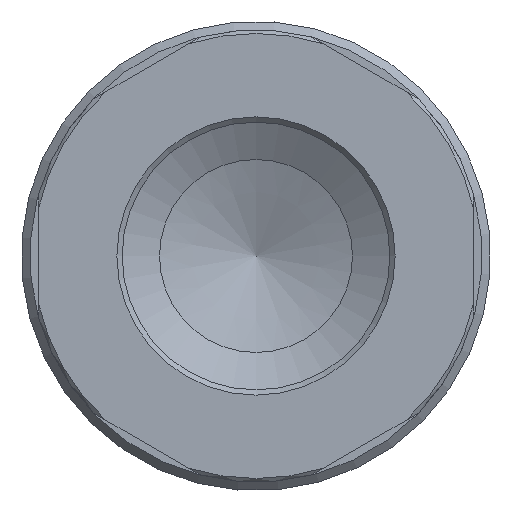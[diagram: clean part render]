
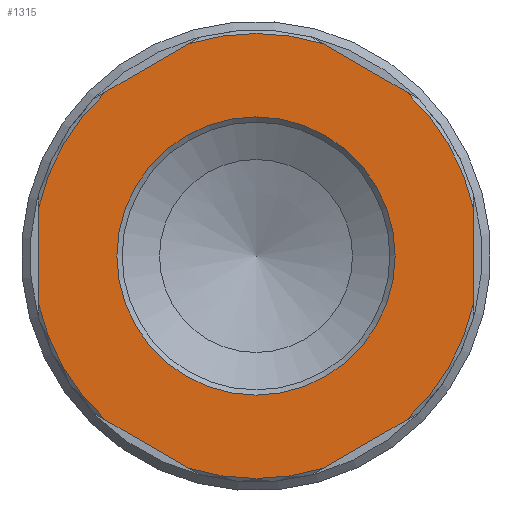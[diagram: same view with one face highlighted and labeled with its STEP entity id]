
A CAD part, left-side view. The second image highlights one B-rep face of the part: STEP entity #1315.
In plain terms, the highlighted planar face has unit normal (-1, 0, 0).
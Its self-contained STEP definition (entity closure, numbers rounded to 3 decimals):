
#64=FACE_BOUND('',#254,.T.);
#85=PLANE('',#1473);
#169=FACE_OUTER_BOUND('',#253,.T.);
#253=EDGE_LOOP('',(#1050,#1051,#1052,#1053,#1054,#1055,#1056,#1057,#1058,
#1059,#1060,#1061));
#254=EDGE_LOOP('',(#1062));
#315=LINE('',#2193,#376);
#319=LINE('',#2218,#380);
#323=LINE('',#2243,#384);
#327=LINE('',#2268,#388);
#331=LINE('',#2293,#392);
#335=LINE('',#2318,#396);
#376=VECTOR('',#1778,10.);
#380=VECTOR('',#1784,10.);
#384=VECTOR('',#1790,10.);
#388=VECTOR('',#1796,10.);
#392=VECTOR('',#1802,10.);
#396=VECTOR('',#1808,10.);
#454=CIRCLE('',#1466,8.);
#455=CIRCLE('',#1474,12.8);
#456=CIRCLE('',#1475,12.8);
#457=CIRCLE('',#1476,12.8);
#458=CIRCLE('',#1477,12.8);
#459=CIRCLE('',#1478,12.8);
#460=CIRCLE('',#1479,12.8);
#547=VERTEX_POINT('',#2166);
#549=VERTEX_POINT('',#2171);
#555=VERTEX_POINT('',#2189);
#557=VERTEX_POINT('',#2196);
#563=VERTEX_POINT('',#2214);
#565=VERTEX_POINT('',#2221);
#571=VERTEX_POINT('',#2239);
#573=VERTEX_POINT('',#2246);
#579=VERTEX_POINT('',#2264);
#581=VERTEX_POINT('',#2271);
#587=VERTEX_POINT('',#2289);
#589=VERTEX_POINT('',#2296);
#595=VERTEX_POINT('',#2314);
#706=EDGE_CURVE('',#547,#547,#454,.T.);
#715=EDGE_CURVE('',#549,#555,#315,.T.);
#723=EDGE_CURVE('',#557,#563,#319,.T.);
#731=EDGE_CURVE('',#565,#571,#323,.T.);
#739=EDGE_CURVE('',#573,#579,#327,.T.);
#747=EDGE_CURVE('',#581,#587,#331,.T.);
#755=EDGE_CURVE('',#589,#595,#335,.T.);
#756=EDGE_CURVE('',#557,#555,#455,.T.);
#757=EDGE_CURVE('',#565,#563,#456,.T.);
#758=EDGE_CURVE('',#573,#571,#457,.T.);
#759=EDGE_CURVE('',#581,#579,#458,.T.);
#760=EDGE_CURVE('',#589,#587,#459,.T.);
#761=EDGE_CURVE('',#549,#595,#460,.T.);
#1050=ORIENTED_EDGE('',*,*,#715,.T.);
#1051=ORIENTED_EDGE('',*,*,#756,.F.);
#1052=ORIENTED_EDGE('',*,*,#723,.T.);
#1053=ORIENTED_EDGE('',*,*,#757,.F.);
#1054=ORIENTED_EDGE('',*,*,#731,.T.);
#1055=ORIENTED_EDGE('',*,*,#758,.F.);
#1056=ORIENTED_EDGE('',*,*,#739,.T.);
#1057=ORIENTED_EDGE('',*,*,#759,.F.);
#1058=ORIENTED_EDGE('',*,*,#747,.T.);
#1059=ORIENTED_EDGE('',*,*,#760,.F.);
#1060=ORIENTED_EDGE('',*,*,#755,.T.);
#1061=ORIENTED_EDGE('',*,*,#761,.F.);
#1062=ORIENTED_EDGE('',*,*,#706,.T.);
#1315=ADVANCED_FACE('',(#169,#64),#85,.T.);
#1466=AXIS2_PLACEMENT_3D('',#2167,#1770,#1771);
#1473=AXIS2_PLACEMENT_3D('',#2319,#1809,#1810);
#1474=AXIS2_PLACEMENT_3D('',#2320,#1811,#1812);
#1475=AXIS2_PLACEMENT_3D('',#2321,#1813,#1814);
#1476=AXIS2_PLACEMENT_3D('',#2322,#1815,#1816);
#1477=AXIS2_PLACEMENT_3D('',#2323,#1817,#1818);
#1478=AXIS2_PLACEMENT_3D('',#2324,#1819,#1820);
#1479=AXIS2_PLACEMENT_3D('',#2325,#1821,#1822);
#1770=DIRECTION('center_axis',(1.,0.,0.));
#1771=DIRECTION('ref_axis',(0.,-1.,0.));
#1778=DIRECTION('',(0.,0.866,-0.5));
#1784=DIRECTION('',(0.,0.,-1.));
#1790=DIRECTION('',(0.,-0.866,-0.5));
#1796=DIRECTION('',(0.,-0.866,0.5));
#1802=DIRECTION('',(0.,0.,1.));
#1808=DIRECTION('',(0.,0.866,0.5));
#1809=DIRECTION('center_axis',(-1.,0.,0.));
#1810=DIRECTION('ref_axis',(0.,0.,1.));
#1811=DIRECTION('center_axis',(1.,0.,0.));
#1812=DIRECTION('ref_axis',(0.,-1.,0.));
#1813=DIRECTION('center_axis',(1.,0.,0.));
#1814=DIRECTION('ref_axis',(0.,-1.,0.));
#1815=DIRECTION('center_axis',(1.,0.,0.));
#1816=DIRECTION('ref_axis',(0.,-1.,0.));
#1817=DIRECTION('center_axis',(1.,0.,0.));
#1818=DIRECTION('ref_axis',(0.,-1.,0.));
#1819=DIRECTION('center_axis',(1.,0.,0.));
#1820=DIRECTION('ref_axis',(0.,-1.,0.));
#1821=DIRECTION('center_axis',(1.,0.,0.));
#1822=DIRECTION('ref_axis',(0.,-1.,0.));
#2166=CARTESIAN_POINT('',(0.,8.,0.));
#2167=CARTESIAN_POINT('Origin',(0.,0.,0.));
#2171=CARTESIAN_POINT('',(0.,3.864,12.203));
#2189=CARTESIAN_POINT('',(0.,8.636,9.448));
#2193=CARTESIAN_POINT('',(0.,3.125,12.63));
#2196=CARTESIAN_POINT('',(0.,12.5,2.755));
#2214=CARTESIAN_POINT('',(0.,12.5,-2.755));
#2218=CARTESIAN_POINT('',(0.,12.5,3.608));
#2221=CARTESIAN_POINT('',(0.,8.636,-9.448));
#2239=CARTESIAN_POINT('',(0.,3.864,-12.203));
#2243=CARTESIAN_POINT('',(0.,9.375,-9.021));
#2246=CARTESIAN_POINT('',(0.,-3.864,-12.203));
#2264=CARTESIAN_POINT('',(0.,-8.636,-9.448));
#2268=CARTESIAN_POINT('',(0.,-3.125,-12.63));
#2271=CARTESIAN_POINT('',(0.,-12.5,-2.755));
#2289=CARTESIAN_POINT('',(0.,-12.5,2.755));
#2293=CARTESIAN_POINT('',(0.,-12.5,-3.608));
#2296=CARTESIAN_POINT('',(0.,-8.636,9.448));
#2314=CARTESIAN_POINT('',(0.,-3.864,12.203));
#2318=CARTESIAN_POINT('',(0.,-9.375,9.021));
#2319=CARTESIAN_POINT('Origin',(0.,0.,0.));
#2320=CARTESIAN_POINT('Origin',(0.,0.,0.));
#2321=CARTESIAN_POINT('Origin',(0.,0.,0.));
#2322=CARTESIAN_POINT('Origin',(0.,0.,0.));
#2323=CARTESIAN_POINT('Origin',(0.,0.,0.));
#2324=CARTESIAN_POINT('Origin',(0.,0.,0.));
#2325=CARTESIAN_POINT('Origin',(0.,0.,0.));
